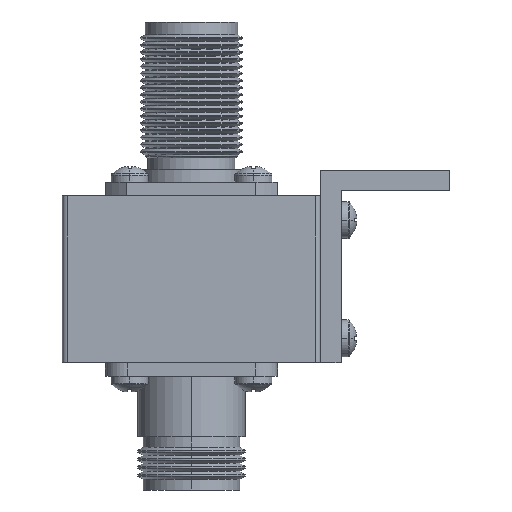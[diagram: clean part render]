
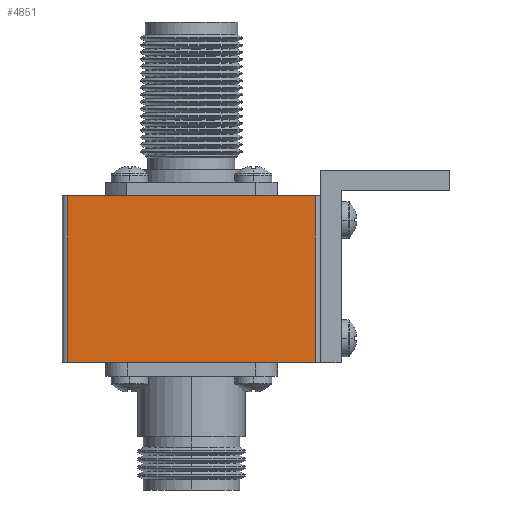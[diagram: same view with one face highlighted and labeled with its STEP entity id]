
A CAD part, front view. The second image highlights one B-rep face of the part: STEP entity #4851.
In plain terms, the highlighted planar face has unit normal (0, -1, 0).
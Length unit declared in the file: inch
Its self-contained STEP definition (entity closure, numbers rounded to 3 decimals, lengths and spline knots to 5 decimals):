
#2638 = VECTOR ( 'NONE', #39353, 39.37008 ) ;
#3664 = CARTESIAN_POINT ( 'NONE',  ( 0., 0., 0. ) ) ;
#4851 = ADVANCED_FACE ( 'NONE', ( #54730 ), #37634, .F. ) ;
#17726 = LINE ( 'NONE', #24286, #30515 ) ;
#20023 = CARTESIAN_POINT ( 'NONE',  ( 1.47, 0., 0. ) ) ;
#20963 = AXIS2_PLACEMENT_3D ( 'NONE', #38147, #53225, #83945 ) ;
#23221 = CARTESIAN_POINT ( 'NONE',  ( 1.47, 0., 0.97 ) ) ;
#24286 = CARTESIAN_POINT ( 'NONE',  ( 0., 0., 0.97 ) ) ;
#28217 = ORIENTED_EDGE ( 'NONE', *, *, #99251, .F. ) ;
#30515 = VECTOR ( 'NONE', #94814, 39.37008 ) ;
#30966 = EDGE_LOOP ( 'NONE', ( #38963, #61689, #28217, #48045 ) ) ;
#31926 = VERTEX_POINT ( 'NONE', #20023 ) ;
#33250 = CARTESIAN_POINT ( 'NONE',  ( 0.03, 0., 0. ) ) ;
#34465 = DIRECTION ( 'NONE',  ( 1., 0., 0. ) ) ;
#37634 = PLANE ( 'NONE',  #20963 ) ;
#38147 = CARTESIAN_POINT ( 'NONE',  ( 0., 0., 0.97 ) ) ;
#38963 = ORIENTED_EDGE ( 'NONE', *, *, #93674, .T. ) ;
#39217 = CARTESIAN_POINT ( 'NONE',  ( 1.47, 0., 0.97 ) ) ;
#39353 = DIRECTION ( 'NONE',  ( 0., 0., 1. ) ) ;
#43288 = VERTEX_POINT ( 'NONE', #33250 ) ;
#48045 = ORIENTED_EDGE ( 'NONE', *, *, #50451, .T. ) ;
#49226 = VERTEX_POINT ( 'NONE', #39217 ) ;
#50246 = EDGE_CURVE ( 'NONE', #31926, #49226, #78141, .T. ) ;
#50451 = EDGE_CURVE ( 'NONE', #51116, #43288, #62824, .T. ) ;
#51116 = VERTEX_POINT ( 'NONE', #84849 ) ;
#53225 = DIRECTION ( 'NONE',  ( 0., 1., 0. ) ) ;
#54730 = FACE_OUTER_BOUND ( 'NONE', #30966, .T. ) ;
#55259 = CARTESIAN_POINT ( 'NONE',  ( 0.03, 0., 0.97 ) ) ;
#61689 = ORIENTED_EDGE ( 'NONE', *, *, #50246, .T. ) ;
#62824 = LINE ( 'NONE', #55259, #70258 ) ;
#70258 = VECTOR ( 'NONE', #71854, 39.37008 ) ;
#71737 = LINE ( 'NONE', #3664, #93274 ) ;
#71854 = DIRECTION ( 'NONE',  ( 0., 0., -1. ) ) ;
#78141 = LINE ( 'NONE', #23221, #2638 ) ;
#83945 = DIRECTION ( 'NONE',  ( 0., 0., 1. ) ) ;
#84849 = CARTESIAN_POINT ( 'NONE',  ( 0.03, 0., 0.97 ) ) ;
#93274 = VECTOR ( 'NONE', #34465, 39.37008 ) ;
#93674 = EDGE_CURVE ( 'NONE', #43288, #31926, #71737, .T. ) ;
#94814 = DIRECTION ( 'NONE',  ( 1., 0., 0. ) ) ;
#99251 = EDGE_CURVE ( 'NONE', #51116, #49226, #17726, .T. ) ;
